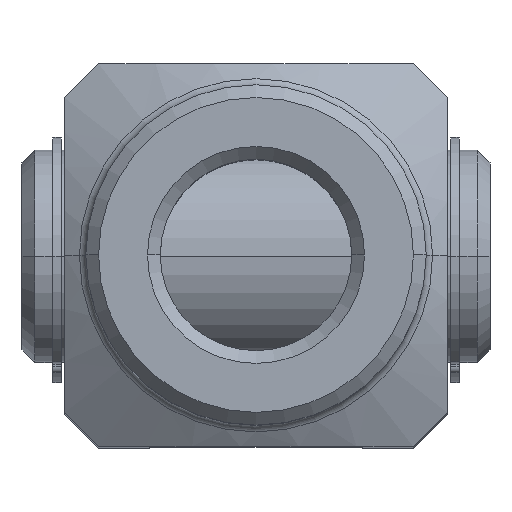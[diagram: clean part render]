
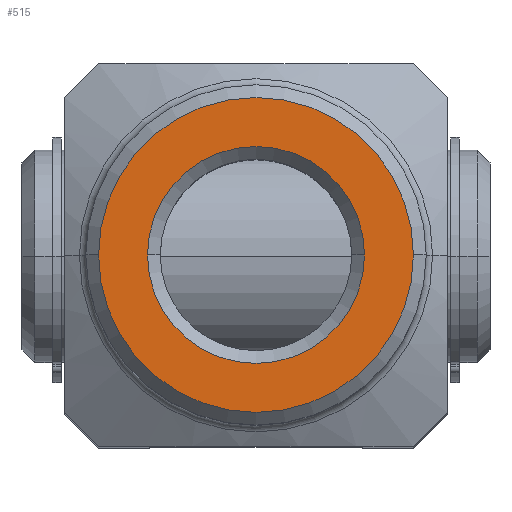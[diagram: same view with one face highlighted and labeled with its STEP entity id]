
A CAD part, top view. The second image highlights one B-rep face of the part: STEP entity #515.
In plain terms, the highlighted planar face has unit normal (0, 0, 1).
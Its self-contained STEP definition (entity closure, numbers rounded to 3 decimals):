
#53 = CIRCLE ( 'NONE', #2606, 37. ) ;
#192 = CARTESIAN_POINT ( 'NONE',  ( -37., 0., 250. ) ) ;
#221 = CARTESIAN_POINT ( 'NONE',  ( -25.5, 0., 250. ) ) ;
#234 = CARTESIAN_POINT ( 'NONE',  ( 37., 0., 250. ) ) ;
#299 = CARTESIAN_POINT ( 'NONE',  ( 25.5, 0., 250. ) ) ;
#342 = VERTEX_POINT ( 'NONE', #234 ) ;
#356 = VERTEX_POINT ( 'NONE', #221 ) ;
#455 = VERTEX_POINT ( 'NONE', #299 ) ;
#458 = VERTEX_POINT ( 'NONE', #192 ) ;
#515 = ADVANCED_FACE ( 'NONE', ( #2126, #1833 ), #655, .T. ) ;
#655 = PLANE ( 'NONE',  #2512 ) ;
#670 = CARTESIAN_POINT ( 'NONE',  ( 0., 0., 250. ) ) ;
#671 = DIRECTION ( 'NONE',  ( 0., 0., 1. ) ) ;
#672 = DIRECTION ( 'NONE',  ( 1., 0., 0. ) ) ;
#844 = CARTESIAN_POINT ( 'NONE',  ( 0., 0., 250. ) ) ;
#845 = DIRECTION ( 'NONE',  ( 0., 0., -1. ) ) ;
#846 = DIRECTION ( 'NONE',  ( 1., 0., 0. ) ) ;
#1092 = CARTESIAN_POINT ( 'NONE',  ( 0., 0., 250. ) ) ;
#1103 = DIRECTION ( 'NONE',  ( 0., 0., 1. ) ) ;
#1104 = DIRECTION ( 'NONE',  ( 1., 0., 0. ) ) ;
#1105 = CARTESIAN_POINT ( 'NONE',  ( 0., 0., 250. ) ) ;
#1107 = DIRECTION ( 'NONE',  ( 0., 0., -1. ) ) ;
#1108 = DIRECTION ( 'NONE',  ( 1., 0., 0. ) ) ;
#1366 = CARTESIAN_POINT ( 'NONE',  ( 0., 0., 250. ) ) ;
#1367 = DIRECTION ( 'NONE',  ( 0., 0., 1. ) ) ;
#1368 = DIRECTION ( 'NONE',  ( 1., 0., 0. ) ) ;
#1713 = CIRCLE ( 'NONE', #2570, 25.5 ) ;
#1715 = CIRCLE ( 'NONE', #2572, 37. ) ;
#1766 = CIRCLE ( 'NONE', #2561, 25.5 ) ;
#1833 = FACE_BOUND ( 'NONE', #2213, .T. ) ;
#2086 = ORIENTED_EDGE ( 'NONE', *, *, #2337, .T. ) ;
#2087 = ORIENTED_EDGE ( 'NONE', *, *, #2417, .T. ) ;
#2088 = ORIENTED_EDGE ( 'NONE', *, *, #2294, .T. ) ;
#2089 = ORIENTED_EDGE ( 'NONE', *, *, #2338, .T. ) ;
#2126 = FACE_OUTER_BOUND ( 'NONE', #2227, .T. ) ;
#2213 = EDGE_LOOP ( 'NONE', ( #2088, #2089 ) ) ;
#2227 = EDGE_LOOP ( 'NONE', ( #2086, #2087 ) ) ;
#2294 = EDGE_CURVE ( 'NONE', #455, #356, #1766, .T. ) ;
#2337 = EDGE_CURVE ( 'NONE', #458, #342, #1715, .T. ) ;
#2338 = EDGE_CURVE ( 'NONE', #356, #455, #1713, .T. ) ;
#2417 = EDGE_CURVE ( 'NONE', #342, #458, #53, .T. ) ;
#2512 = AXIS2_PLACEMENT_3D ( 'NONE', #670, #671, #672 ) ;
#2561 = AXIS2_PLACEMENT_3D ( 'NONE', #844, #845, #846 ) ;
#2570 = AXIS2_PLACEMENT_3D ( 'NONE', #1105, #1107, #1108 ) ;
#2572 = AXIS2_PLACEMENT_3D ( 'NONE', #1092, #1103, #1104 ) ;
#2606 = AXIS2_PLACEMENT_3D ( 'NONE', #1366, #1367, #1368 ) ;
